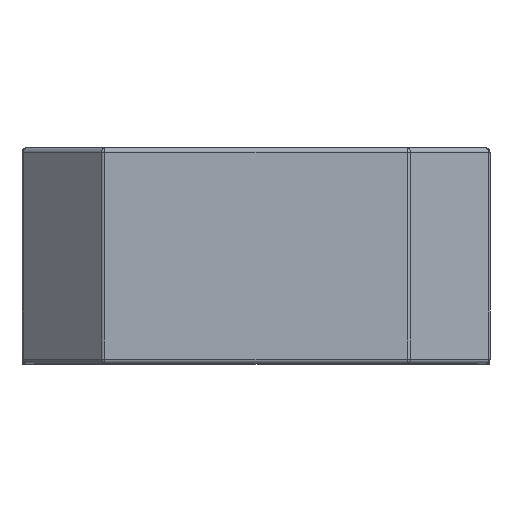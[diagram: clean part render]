
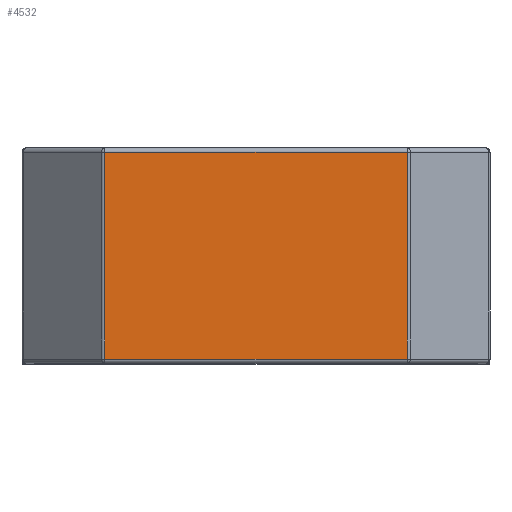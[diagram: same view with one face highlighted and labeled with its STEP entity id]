
A CAD part, top view. The second image highlights one B-rep face of the part: STEP entity #4532.
In plain terms, the highlighted planar face has unit normal (0, 0, 1).
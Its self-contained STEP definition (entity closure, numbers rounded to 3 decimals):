
#61 = EDGE_CURVE ( 'NONE', #1813, #3274, #2053, .T. ) ;
#98 = VECTOR ( 'NONE', #3482, 1000. ) ;
#125 = DIRECTION ( 'NONE',  ( 0., 0., -1. ) ) ;
#140 = CARTESIAN_POINT ( 'NONE',  ( -3.359, 4.7, 5.2 ) ) ;
#551 = CARTESIAN_POINT ( 'NONE',  ( -3.4, 4.7, 5.2 ) ) ;
#846 = ORIENTED_EDGE ( 'NONE', *, *, #3707, .T. ) ;
#960 = LINE ( 'NONE', #1353, #3438 ) ;
#986 = EDGE_LOOP ( 'NONE', ( #1411, #3359, #3540, #846 ) ) ;
#1025 = VECTOR ( 'NONE', #2370, 1000. ) ;
#1165 = EDGE_CURVE ( 'NONE', #3274, #2125, #1854, .T. ) ;
#1170 = DIRECTION ( 'NONE',  ( 1., 0., 0. ) ) ;
#1353 = CARTESIAN_POINT ( 'NONE',  ( 3.359, 4.8, 5.2 ) ) ;
#1392 = CARTESIAN_POINT ( 'NONE',  ( -3.359, 0.1, 5.2 ) ) ;
#1411 = ORIENTED_EDGE ( 'NONE', *, *, #61, .T. ) ;
#1538 = LINE ( 'NONE', #4110, #3676 ) ;
#1540 = DIRECTION ( 'NONE',  ( -1., 0., 0. ) ) ;
#1672 = CARTESIAN_POINT ( 'NONE',  ( 3.359, 0.1, 5.2 ) ) ;
#1813 = VERTEX_POINT ( 'NONE', #1997 ) ;
#1854 = LINE ( 'NONE', #3099, #1025 ) ;
#1997 = CARTESIAN_POINT ( 'NONE',  ( 3.359, 4.7, 5.2 ) ) ;
#2053 = LINE ( 'NONE', #551, #98 ) ;
#2125 = VERTEX_POINT ( 'NONE', #1392 ) ;
#2225 = CARTESIAN_POINT ( 'NONE',  ( -3.4, 4.8, 5.2 ) ) ;
#2370 = DIRECTION ( 'NONE',  ( 0., -1., 0. ) ) ;
#2769 = FACE_OUTER_BOUND ( 'NONE', #986, .T. ) ;
#3099 = CARTESIAN_POINT ( 'NONE',  ( -3.359, 4.8, 5.2 ) ) ;
#3274 = VERTEX_POINT ( 'NONE', #140 ) ;
#3332 = PLANE ( 'NONE',  #4155 ) ;
#3359 = ORIENTED_EDGE ( 'NONE', *, *, #1165, .T. ) ;
#3438 = VECTOR ( 'NONE', #3530, 1000. ) ;
#3482 = DIRECTION ( 'NONE',  ( -1., 0., 0. ) ) ;
#3530 = DIRECTION ( 'NONE',  ( 0., 1., 0. ) ) ;
#3540 = ORIENTED_EDGE ( 'NONE', *, *, #4377, .T. ) ;
#3676 = VECTOR ( 'NONE', #1170, 1000. ) ;
#3707 = EDGE_CURVE ( 'NONE', #4294, #1813, #960, .T. ) ;
#4110 = CARTESIAN_POINT ( 'NONE',  ( 3.4, 0.1, 5.2 ) ) ;
#4155 = AXIS2_PLACEMENT_3D ( 'NONE', #2225, #125, #1540 ) ;
#4294 = VERTEX_POINT ( 'NONE', #1672 ) ;
#4377 = EDGE_CURVE ( 'NONE', #2125, #4294, #1538, .T. ) ;
#4532 = ADVANCED_FACE ( 'NONE', ( #2769 ), #3332, .F. ) ;
